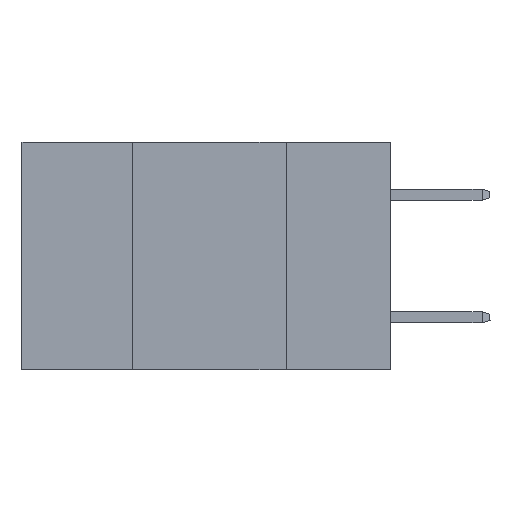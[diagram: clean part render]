
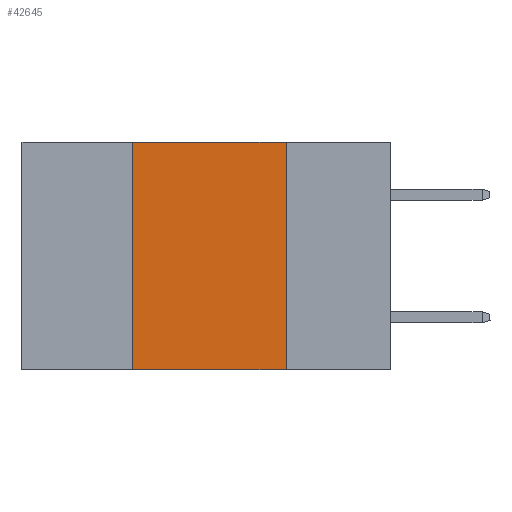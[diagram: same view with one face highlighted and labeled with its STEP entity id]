
A CAD part, left-side view. The second image highlights one B-rep face of the part: STEP entity #42645.
In plain terms, the highlighted planar face has unit normal (-1, 0, 0).
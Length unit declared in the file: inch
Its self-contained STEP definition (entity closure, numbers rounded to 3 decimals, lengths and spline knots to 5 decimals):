
#653 = DIRECTION ( 'NONE',  ( 0., 0., -1. ) ) ;
#1984 = CARTESIAN_POINT ( 'NONE',  ( 0., 0.17, 0. ) ) ;
#2779 = EDGE_LOOP ( 'NONE', ( #23120, #44551, #13485, #30472 ) ) ;
#6045 = EDGE_CURVE ( 'NONE', #37790, #20302, #31439, .T. ) ;
#7235 = LINE ( 'NONE', #45584, #25361 ) ;
#7749 = CARTESIAN_POINT ( 'NONE',  ( 0., 0.17, 0. ) ) ;
#8039 = LINE ( 'NONE', #28799, #45302 ) ;
#8065 = CARTESIAN_POINT ( 'NONE',  ( 0., 0.42, -0.37 ) ) ;
#9071 = FACE_OUTER_BOUND ( 'NONE', #2779, .T. ) ;
#9147 = VERTEX_POINT ( 'NONE', #8065 ) ;
#11382 = DIRECTION ( 'NONE',  ( 0., 0., -1. ) ) ;
#13332 = VECTOR ( 'NONE', #16486, 39.37008 ) ;
#13485 = ORIENTED_EDGE ( 'NONE', *, *, #14956, .F. ) ;
#14956 = EDGE_CURVE ( 'NONE', #9147, #37790, #7235, .T. ) ;
#15434 = CARTESIAN_POINT ( 'NONE',  ( 0., 0.17, -0.37 ) ) ;
#16486 = DIRECTION ( 'NONE',  ( 0., -1., 0. ) ) ;
#20302 = VERTEX_POINT ( 'NONE', #1984 ) ;
#20982 = CARTESIAN_POINT ( 'NONE',  ( 0., 0.42, 0. ) ) ;
#22412 = DIRECTION ( 'NONE',  ( 1., 0., 0. ) ) ;
#23120 = ORIENTED_EDGE ( 'NONE', *, *, #39664, .F. ) ;
#25129 = AXIS2_PLACEMENT_3D ( 'NONE', #43855, #22412, #653 ) ;
#25361 = VECTOR ( 'NONE', #42015, 39.37008 ) ;
#28799 = CARTESIAN_POINT ( 'NONE',  ( 0., 0.6, -0.37 ) ) ;
#29691 = VECTOR ( 'NONE', #11382, 39.37008 ) ;
#30472 = ORIENTED_EDGE ( 'NONE', *, *, #41805, .T. ) ;
#30891 = CARTESIAN_POINT ( 'NONE',  ( 0., 0.6, 0. ) ) ;
#31439 = LINE ( 'NONE', #30891, #13332 ) ;
#32436 = DIRECTION ( 'NONE',  ( 0., -1., 0. ) ) ;
#33868 = VERTEX_POINT ( 'NONE', #15434 ) ;
#36790 = PLANE ( 'NONE',  #25129 ) ;
#37790 = VERTEX_POINT ( 'NONE', #20982 ) ;
#39279 = LINE ( 'NONE', #7749, #29691 ) ;
#39664 = EDGE_CURVE ( 'NONE', #20302, #33868, #39279, .T. ) ;
#41805 = EDGE_CURVE ( 'NONE', #9147, #33868, #8039, .T. ) ;
#42015 = DIRECTION ( 'NONE',  ( 0., 0., 1. ) ) ;
#42645 = ADVANCED_FACE ( 'NONE', ( #9071 ), #36790, .F. ) ;
#43855 = CARTESIAN_POINT ( 'NONE',  ( 0., 0.6, 0. ) ) ;
#44551 = ORIENTED_EDGE ( 'NONE', *, *, #6045, .F. ) ;
#45302 = VECTOR ( 'NONE', #32436, 39.37008 ) ;
#45584 = CARTESIAN_POINT ( 'NONE',  ( 0., 0.42, 0. ) ) ;
